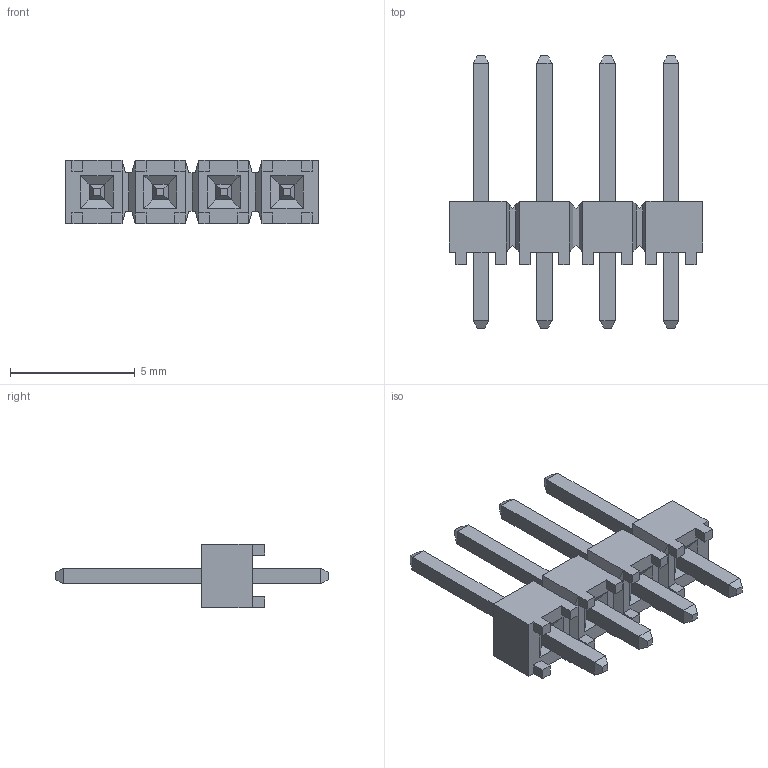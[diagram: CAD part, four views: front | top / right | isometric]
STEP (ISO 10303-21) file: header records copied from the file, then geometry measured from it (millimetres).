
FILE_DESCRIPTION (( 'STEP AP214' ), '1' );
FILE_NAME ('Samtec-TSW-104-07-G-S.step', '2011-11-24T15:37:21', ( 'SysAdmin' ), ( 'SolidWorks' ), 'SwSTEP 2.0', 'SolidWorks 2012', '' );
FILE_SCHEMA (( 'AUTOMOTIVE_DESIGN' ));
Length unit declared in the file: inch
Products named in the file (1): Samtec-TSW-104-07-G-S
Bounding box: 10.16 x 10.92 x 2.54 mm (x, y, z)
Volume: 63.6 mm3; surface area: 219.4 mm2
Topology: 1 solids, 1 shells, 216 faces, 518 edges, 312 vertices
Faces by surface type: plane 216
Entity records: 7914 total; most frequent: CARTESIAN_POINT 1047, ORIENTED_EDGE 1036, DIRECTION 952, EDGE_CURVE 518, LINE 518, VECTOR 518, VERTEX_POINT 312, EDGE_LOOP 224
